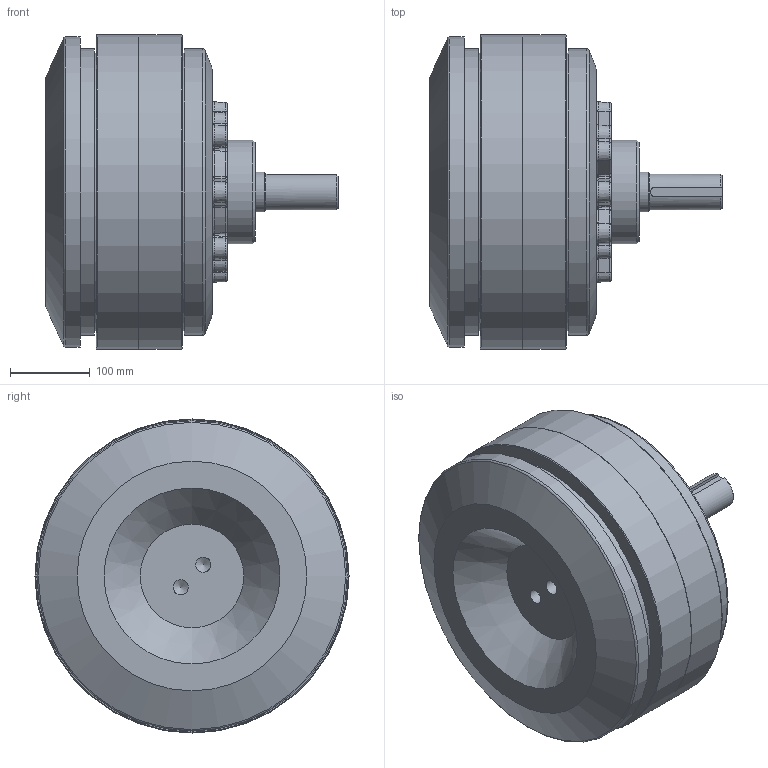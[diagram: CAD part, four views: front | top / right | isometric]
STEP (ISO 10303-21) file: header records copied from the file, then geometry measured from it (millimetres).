
FILE_DESCRIPTION(('STEP AP214'),'1');
FILE_NAME('PRB-40W3.stp','2016-02-26T06:38:13',(' '),(' '),'Spatial InterOp 3D',' ',' ');
FILE_SCHEMA(('automotive_design'));
Length unit declared in the file: millimetre
Products named in the file (1): 1
Bounding box: 367.5 x 395 x 395 mm (x, y, z)
Volume: 23335691.6 mm3; surface area: 598984.7 mm2
Topology: 1 solids, 1 shells, 279 faces, 684 edges, 400 vertices
Faces by surface type: torus 78, cylinder 67, cone 66, plane 36, bspline 32
Full cylindrical faces by diameter (mm): 10 x1, 10.2 x12, 19 x2, 45 x1, 50 x1, 130 x1, 350 x2, 360 x2, 390 x1, 395 x2
Entity records: 11856 total; most frequent: CARTESIAN_POINT 3288, DIRECTION 1498, ORIENTED_EDGE 1178, AXIS2_PLACEMENT_3D 663, EDGE_CURVE 589, CIRCLE 415, VERTEX_POINT 389, EDGE_LOOP 342
